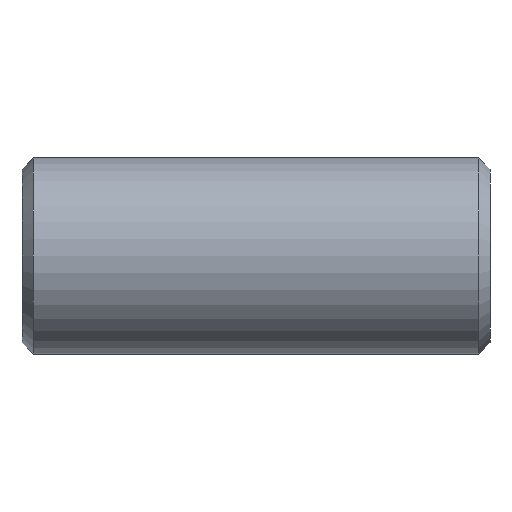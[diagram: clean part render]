
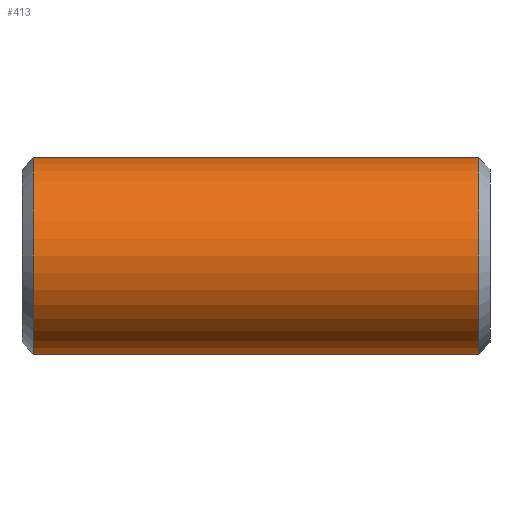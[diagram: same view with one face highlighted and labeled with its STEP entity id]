
A CAD part, front view. The second image highlights one B-rep face of the part: STEP entity #413.
In plain terms, the highlighted cylindrical face has radius 10.668 mm (diameter 21.336 mm), a partial arc.
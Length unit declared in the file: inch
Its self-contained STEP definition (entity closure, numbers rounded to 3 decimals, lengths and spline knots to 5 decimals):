
#6 = AXIS2_PLACEMENT_3D ( 'NONE', #93, #254, #262 ) ;
#45 = CIRCLE ( 'NONE', #6, 0.42 ) ;
#63 = VERTEX_POINT ( 'NONE', #676 ) ;
#65 = CARTESIAN_POINT ( 'NONE',  ( 1., 0., 0. ) ) ;
#93 = CARTESIAN_POINT ( 'NONE',  ( 0.951, 0., 0. ) ) ;
#152 = CARTESIAN_POINT ( 'NONE',  ( -0.951, 0., -0.42 ) ) ;
#153 = VERTEX_POINT ( 'NONE', #152 ) ;
#159 = DIRECTION ( 'NONE',  ( 0., 0., 1. ) ) ;
#175 = DIRECTION ( 'NONE',  ( -1., 0., 0. ) ) ;
#177 = EDGE_CURVE ( 'NONE', #63, #202, #45, .T. ) ;
#202 = VERTEX_POINT ( 'NONE', #580 ) ;
#215 = DIRECTION ( 'NONE',  ( -1., 0., 0. ) ) ;
#227 = CARTESIAN_POINT ( 'NONE',  ( 1., 0., -0.42 ) ) ;
#254 = DIRECTION ( 'NONE',  ( -1., 0., 0. ) ) ;
#262 = DIRECTION ( 'NONE',  ( 0., 0., -1. ) ) ;
#271 = AXIS2_PLACEMENT_3D ( 'NONE', #329, #324, #159 ) ;
#278 = EDGE_CURVE ( 'NONE', #63, #153, #488, .T. ) ;
#290 = DIRECTION ( 'NONE',  ( -1., 0., 0. ) ) ;
#308 = ORIENTED_EDGE ( 'NONE', *, *, #451, .T. ) ;
#312 = EDGE_LOOP ( 'NONE', ( #523, #491, #308, #352 ) ) ;
#324 = DIRECTION ( 'NONE',  ( 1., 0., 0. ) ) ;
#329 = CARTESIAN_POINT ( 'NONE',  ( -0.951, 0., 0. ) ) ;
#343 = FACE_OUTER_BOUND ( 'NONE', #312, .T. ) ;
#349 = LINE ( 'NONE', #462, #518 ) ;
#352 = ORIENTED_EDGE ( 'NONE', *, *, #677, .T. ) ;
#354 = CYLINDRICAL_SURFACE ( 'NONE', #658, 0.42 ) ;
#395 = CARTESIAN_POINT ( 'NONE',  ( -0.951, 0., 0.42 ) ) ;
#413 = ADVANCED_FACE ( 'NONE', ( #343 ), #354, .T. ) ;
#445 = DIRECTION ( 'NONE',  ( 0., 0., 1. ) ) ;
#451 = EDGE_CURVE ( 'NONE', #202, #497, #349, .T. ) ;
#462 = CARTESIAN_POINT ( 'NONE',  ( 1., 0., 0.42 ) ) ;
#470 = VECTOR ( 'NONE', #215, 39.37008 ) ;
#488 = LINE ( 'NONE', #227, #470 ) ;
#491 = ORIENTED_EDGE ( 'NONE', *, *, #177, .T. ) ;
#497 = VERTEX_POINT ( 'NONE', #395 ) ;
#518 = VECTOR ( 'NONE', #175, 39.37008 ) ;
#523 = ORIENTED_EDGE ( 'NONE', *, *, #278, .F. ) ;
#577 = CIRCLE ( 'NONE', #271, 0.42 ) ;
#580 = CARTESIAN_POINT ( 'NONE',  ( 0.951, 0., 0.42 ) ) ;
#658 = AXIS2_PLACEMENT_3D ( 'NONE', #65, #290, #445 ) ;
#676 = CARTESIAN_POINT ( 'NONE',  ( 0.951, 0., -0.42 ) ) ;
#677 = EDGE_CURVE ( 'NONE', #497, #153, #577, .T. ) ;
